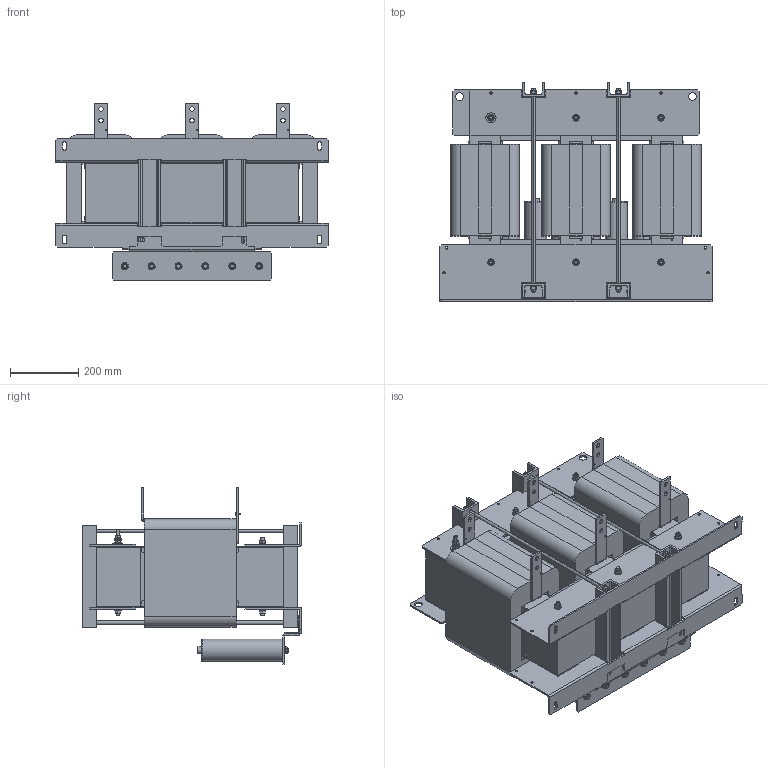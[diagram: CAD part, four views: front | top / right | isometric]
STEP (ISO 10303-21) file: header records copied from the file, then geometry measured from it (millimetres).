
FILE_DESCRIPTION (( 'STEP AP214' ), '1' );
FILE_NAME ('B 1002056.STEP', '2014-04-24T10:35:00', ( '' ), ( '' ), 'SwSTEP 2.0', 'SolidWorks 2012', '' );
FILE_SCHEMA (( 'AUTOMOTIVE_DESIGN' ));
Length unit declared in the file: millimetre
Products named in the file (27): #700-1345; #700-1346; hex thin nut chamfered gradeab_din_Hexagon Thin Nut ISO 4035 - M12 - N; toothed lock washer 1_din_DIN 6797-A13; #700-1354; #700-1361; #700-1353; pan head cross recess screw_din_ISO 7045 - M4 x 12 - Z --- 12N; plain washer grade a_din_Washer DIN 125 - A 4.3; Isolierbuchse M10_M05; curved spring lock washer_din_Spring washer DIN 128 - A10; hex nut style 1 gradeab_din_Hexagon Nut ISO 4032 - M10 - D - N; plain washer grade a_din_Washer DIN 125 - A 10.5; plain washer large_din_Washer DIN 9021 - 10.5; #040-1298; #040-1299; Alu-Platte 170x100x3mm; #080-0625; #144-0212; #050-0899; +3810-0090; #050-0968; Kern f黵 B 1002057; HGW-Platte 270x170x1mm; Wickel f黵 B 1002057; Eckprofil 7x270mm; B 1002056
Assembly tree (141 placements, depth 2):
  B 1002056
    Eckprofil 7x270mm  x12
    Wickel f黵 B 1002057  x3
    HGW-Platte 270x170x1mm  x6
    Kern f黵 B 1002057
    #050-0968  x4
    +3810-0090  x6
    #050-0899
    #144-0212  x6
    #080-0625  x2
    Alu-Platte 170x100x3mm  x8
    #040-1299
    #040-1298
    plain washer large_din_Washer DIN 9021 - 10.5  x2
    plain washer grade a_din_Washer DIN 125 - A 10.5  x22
    hex nut style 1 gradeab_din_Hexagon Nut ISO 4032 - M10 - D - N  x21
    curved spring lock washer_din_Spring washer DIN 128 - A10
    Isolierbuchse M10_M05  x10
    plain washer grade a_din_Washer DIN 125 - A 4.3  x3
    pan head cross recess screw_din_ISO 7045 - M4 x 12 - Z --- 12N  x3
    #700-1353  x5
    #700-1361  x4
    #700-1354
    toothed lock washer 1_din_DIN 6797-A13  x6
    hex thin nut chamfered gradeab_din_Hexagon Thin Nut ISO 4035 - M12 - N  x6
    #700-1346  x3
    #700-1345  x3
Bounding box: 800 x 645 x 520.33 mm (x, y, z)
Volume: 87434951.6 mm3; surface area: 6924219.5 mm2
Topology: 141 solids, 141 shells, 2593 faces, 6115 edges, 3809 vertices
Faces by surface type: plane 1254, cylinder 793, cone 502, torus 38, sphere 6
Entity records: 21312 total; most frequent: CARTESIAN_POINT 3672, DIRECTION 3591, ORIENTED_EDGE 3170, EDGE_CURVE 1585, AXIS2_PLACEMENT_3D 1302, VERTEX_POINT 1007, LINE 987, VECTOR 987
